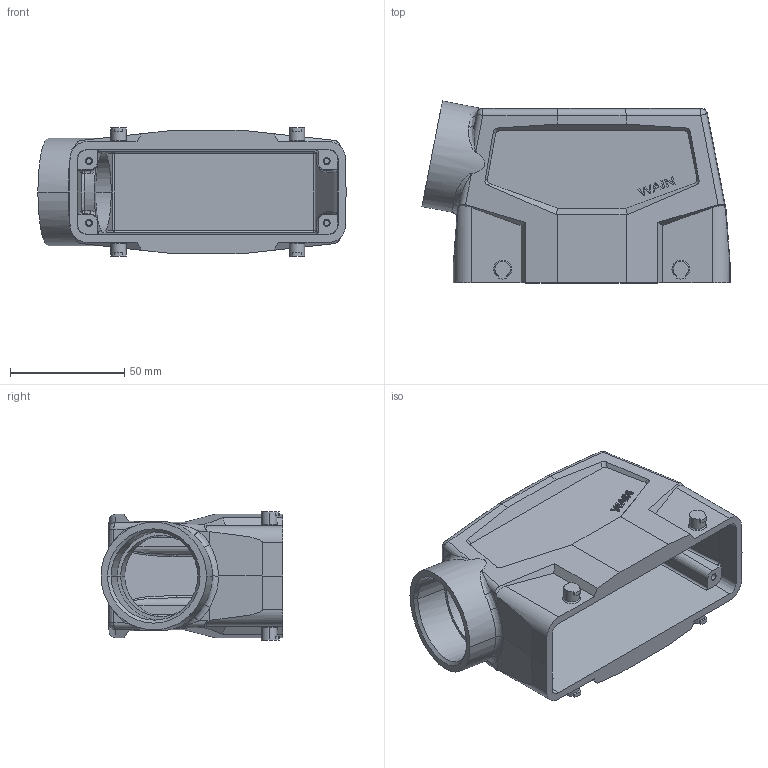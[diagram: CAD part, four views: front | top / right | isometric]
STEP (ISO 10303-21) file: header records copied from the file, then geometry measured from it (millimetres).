
FILE_DESCRIPTION((''),'2;1');
FILE_NAME('H24B_P-SEH-4B-M32_SW0002','2023-12-29T',('yp.zhu'),(''),'PRO/ENGINEER BY PARAMETRIC TECHNOLOGY CORPORATION, 2012480','PRO/ENGINEER BY PARAMETRIC TECHNOLOGY CORPORATION, 2012480','');
FILE_SCHEMA(('CONFIG_CONTROL_DESIGN'));
Length unit declared in the file: inch
Products named in the file (1): H24B_P-SEH-4B-M32_SW0002
Bounding box: 134.79 x 79.57 x 56 mm (x, y, z)
Volume: 139834.3 mm3; surface area: 58842.7 mm2
Topology: 1 solids, 1 shells, 375 faces, 987 edges, 624 vertices
Faces by surface type: plane 188, cylinder 102, cone 30, bspline 26, extrusion 20, sphere 8, torus 1
Entity records: 15902 total; most frequent: CARTESIAN_POINT 7061, ORIENTED_EDGE 1946, DIRECTION 1608, EDGE_CURVE 973, VERTEX_POINT 624, VECTOR 602, LINE 582, AXIS2_PLACEMENT_3D 503
